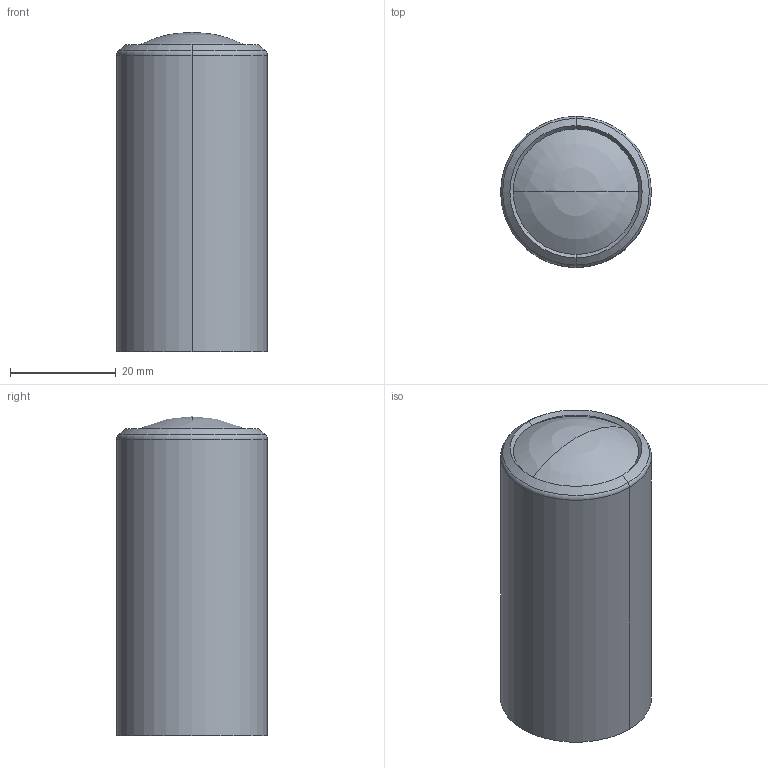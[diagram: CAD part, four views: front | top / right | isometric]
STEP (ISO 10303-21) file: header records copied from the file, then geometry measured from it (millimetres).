
FILE_DESCRIPTION((''),'2;1');
FILE_NAME('193326_ASM','2016-02-10T',('pdmadmin'),(''),'PRO/ENGINEER BY PARAMETRIC TECHNOLOGY CORPORATION, 2013230','PRO/ENGINEER BY PARAMETRIC TECHNOLOGY CORPORATION, 2013230','');
FILE_SCHEMA(('CONFIG_CONTROL_DESIGN'));
Length unit declared in the file: inch
Products named in the file (5): 11153_CRIMPED; 11099; 09036; 09208_ASM; 193326_ASM
Assembly tree (4 placements, depth 3):
  193326_ASM
    09208_ASM
      11153_CRIMPED
      11099
      09036
Bounding box: 28.51 x 28.51 x 60.35 mm (x, y, z)
Volume: 23334.2 mm3; surface area: 13525.5 mm2
Topology: 3 solids, 3 shells, 129 faces, 345 edges, 219 vertices
Faces by surface type: cylinder 82, bspline 24, torus 8, cone 8, plane 5, sphere 2
Entity records: 12500 total; most frequent: CARTESIAN_POINT 9566, ORIENTED_EDGE 686, DIRECTION 432, EDGE_CURVE 343, VERTEX_POINT 219, B_SPLINE_CURVE_WITH_KNOTS 188, AXIS2_PLACEMENT_3D 160, EDGE_LOOP 132
